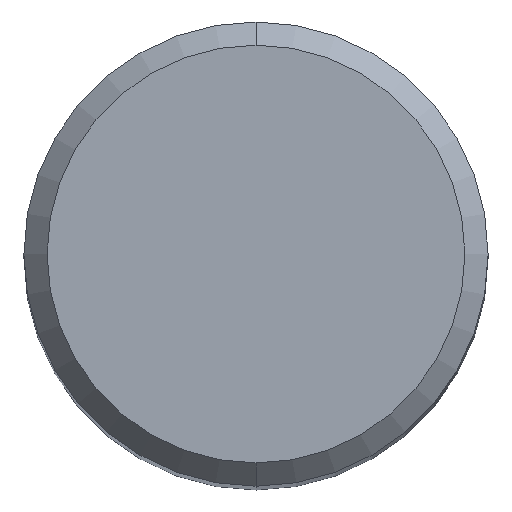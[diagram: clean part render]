
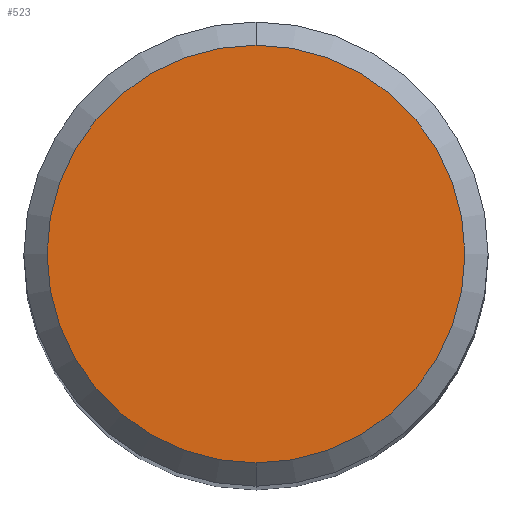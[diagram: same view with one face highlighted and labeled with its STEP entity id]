
A CAD part, top view. The second image highlights one B-rep face of the part: STEP entity #523.
In plain terms, the highlighted planar face has unit normal (0, 0, 1).
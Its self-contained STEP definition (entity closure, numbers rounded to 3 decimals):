
#445=VERTEX_POINT('',#1072);
#523=ADVANCED_FACE('',(#1159),#1160,.T.);
#547=VERTEX_POINT('',#1185);
#633=EDGE_CURVE('',#445,#547,#1281,.T.);
#843=EDGE_CURVE('',#547,#445,#1507,.T.);
#1072=CARTESIAN_POINT('',(0.,-4.5,0.0));
#1159=FACE_OUTER_BOUND('',#2149,.T.);
#1160=PLANE('',#2150);
#1185=CARTESIAN_POINT('',(0.0,4.5,0.0));
#1281=CIRCLE('',#3493,4.5);
#1507=CIRCLE('',#5120,4.5);
#2149=EDGE_LOOP('',(#5763,#5764));
#2150=AXIS2_PLACEMENT_3D('',#5765,#5766,#5767);
#3493=AXIS2_PLACEMENT_3D('',#5916,#5917,#5918);
#5120=AXIS2_PLACEMENT_3D('',#6133,#6134,#6135);
#5763=ORIENTED_EDGE('',*,*,#843,.F.);
#5764=ORIENTED_EDGE('',*,*,#633,.F.);
#5765=CARTESIAN_POINT('',(0.0,2.25,0.0));
#5766=DIRECTION('',(-0.0,0.0,1.0));
#5767=DIRECTION('',(0.0,-1.0,0.0));
#5916=CARTESIAN_POINT('',(0.0,0.0,0.0));
#5917=DIRECTION('',(0.0,0.0,-1.0));
#5918=DIRECTION('',(0.0,1.0,0.0));
#6133=CARTESIAN_POINT('',(0.0,0.0,0.0));
#6134=DIRECTION('',(0.0,0.0,-1.0));
#6135=DIRECTION('',(0.0,1.0,0.0));
